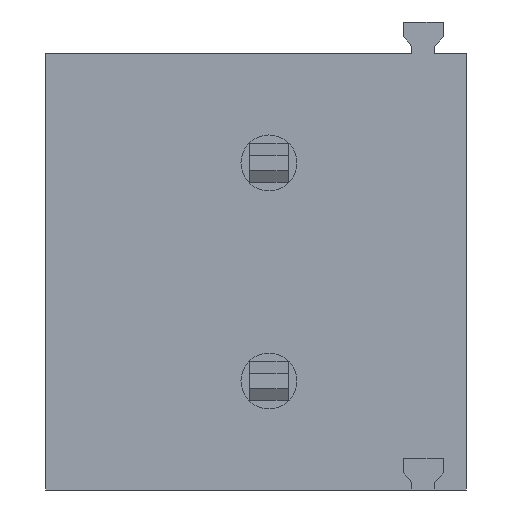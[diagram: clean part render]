
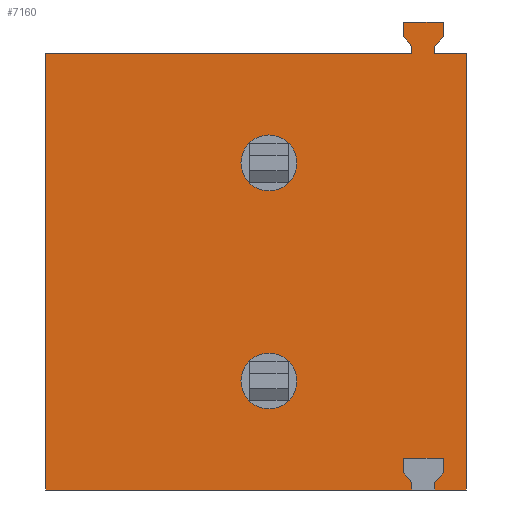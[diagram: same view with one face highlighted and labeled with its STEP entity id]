
A CAD part, front view. The second image highlights one B-rep face of the part: STEP entity #7160.
In plain terms, the highlighted planar face has unit normal (0, -1, 0).
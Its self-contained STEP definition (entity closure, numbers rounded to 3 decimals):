
#5270=CARTESIAN_POINT('',(-61.688,39.429,
-4.612));
#5280=DIRECTION('',(0.,-1.,0.));
#5290=DIRECTION('',(1.,0.,0.));
#5300=AXIS2_PLACEMENT_3D('',#5270,#5280,#5290);
#5310=PLANE('',#5300);
#5320=CARTESIAN_POINT('',(-118.259,39.429,-12.62));
#5330=DIRECTION('',(-1.,0.,0.));
#5340=VECTOR('',#5330,1.);
#5350=LINE('',#5320,#5340);
#5360=CARTESIAN_POINT('',(-54.73,39.429,-12.62));
#5370=VERTEX_POINT('',#5360);
#5380=CARTESIAN_POINT('',(-55.46,39.429,-12.62));
#5390=VERTEX_POINT('',#5380);
#5400=EDGE_CURVE('',#5370,#5390,#5350,.T.);
#5410=ORIENTED_EDGE('',*,*,#5400,.F.);
#5420=CARTESIAN_POINT('',(-55.46,39.429,-10.));
#5430=DIRECTION('',(0.,0.,-1.));
#5440=VECTOR('',#5430,1.);
#5450=LINE('',#5420,#5440);
#5460=CARTESIAN_POINT('',(-55.46,39.429,
-12.453));
#5470=VERTEX_POINT('',#5460);
#5480=EDGE_CURVE('',#5470,#5390,#5450,.T.);
#5490=ORIENTED_EDGE('',*,*,#5480,.T.);
#5500=CARTESIAN_POINT('',(-53.398,39.429,-10.));
#5510=DIRECTION('',(-0.644,0.,-0.765));
#5520=VECTOR('',#5510,1.);
#5530=LINE('',#5500,#5520);
#5540=CARTESIAN_POINT('',(-55.265,39.429,
-12.221));
#5550=VERTEX_POINT('',#5540);
#5560=EDGE_CURVE('',#5550,#5470,#5530,.T.);
#5570=ORIENTED_EDGE('',*,*,#5560,.T.);
#5580=CARTESIAN_POINT('',(-55.265,39.429,-10.));
#5590=DIRECTION('',(0.,0.,-1.));
#5600=VECTOR('',#5590,1.);
#5610=LINE('',#5580,#5600);
#5620=CARTESIAN_POINT('',(-55.265,39.429,
-11.879));
#5630=VERTEX_POINT('',#5620);
#5640=EDGE_CURVE('',#5630,#5550,#5610,.T.);
#5650=ORIENTED_EDGE('',*,*,#5640,.T.);
#5660=CARTESIAN_POINT('',(-118.259,39.429,
-11.879));
#5670=DIRECTION('',(1.,0.,0.));
#5680=VECTOR('',#5670,1.);
#5690=LINE('',#5660,#5680);
#5700=CARTESIAN_POINT('',(-56.194,39.429,
-11.879));
#5710=VERTEX_POINT('',#5700);
#5720=EDGE_CURVE('',#5710,#5630,#5690,.T.);
#5730=ORIENTED_EDGE('',*,*,#5720,.T.);
#5740=CARTESIAN_POINT('',(-56.194,39.429,-10.));
#5750=DIRECTION('',(0.,0.,1.));
#5760=VECTOR('',#5750,1.);
#5770=LINE('',#5740,#5760);
#5780=CARTESIAN_POINT('',(-56.194,39.429,
-12.221));
#5790=VERTEX_POINT('',#5780);
#5800=EDGE_CURVE('',#5790,#5710,#5770,.T.);
#5810=ORIENTED_EDGE('',*,*,#5800,.T.);
#5820=CARTESIAN_POINT('',(-58.061,39.429,-10.));
#5830=DIRECTION('',(-0.644,0.,0.765));
#5840=VECTOR('',#5830,1.);
#5850=LINE('',#5820,#5840);
#5860=CARTESIAN_POINT('',(-55.999,39.429,
-12.453));
#5870=VERTEX_POINT('',#5860);
#5880=EDGE_CURVE('',#5870,#5790,#5850,.T.);
#5890=ORIENTED_EDGE('',*,*,#5880,.T.);
#5900=CARTESIAN_POINT('',(-55.999,39.429,-10.));
#5910=DIRECTION('',(0.,0.,1.));
#5920=VECTOR('',#5910,1.);
#5930=LINE('',#5900,#5920);
#5940=CARTESIAN_POINT('',(-55.999,39.429,-12.62));
#5950=VERTEX_POINT('',#5940);
#5960=EDGE_CURVE('',#5950,#5870,#5930,.T.);
#5970=ORIENTED_EDGE('',*,*,#5960,.T.);
#5980=CARTESIAN_POINT('',(-64.53,39.429,-12.62));
#5990=VERTEX_POINT('',#5980);
#6000=EDGE_CURVE('',#5950,#5990,#5350,.T.);
#6010=ORIENTED_EDGE('',*,*,#6000,.F.);
#6020=CARTESIAN_POINT('',(-64.53,39.429,-10.));
#6030=DIRECTION('',(0.,0.,1.));
#6040=VECTOR('',#6030,1.);
#6050=LINE('',#6020,#6040);
#6060=CARTESIAN_POINT('',(-64.53,39.429,-2.46));
#6070=VERTEX_POINT('',#6060);
#6080=EDGE_CURVE('',#5990,#6070,#6050,.T.);
#6090=ORIENTED_EDGE('',*,*,#6080,.F.);
#6100=CARTESIAN_POINT('',(-118.259,39.429,
-2.46));
#6110=DIRECTION('',(-1.,0.,0.));
#6120=VECTOR('',#6110,1.);
#6130=LINE('',#6100,#6120);
#6140=CARTESIAN_POINT('',(-55.999,39.429,-2.46));
#6150=VERTEX_POINT('',#6140);
#6160=EDGE_CURVE('',#6150,#6070,#6130,.T.);
#6170=ORIENTED_EDGE('',*,*,#6160,.T.);
#6180=CARTESIAN_POINT('',(-55.999,39.429,-10.));
#6190=DIRECTION('',(0.,0.,1.));
#6200=VECTOR('',#6190,1.);
#6210=LINE('',#6180,#6200);
#6220=CARTESIAN_POINT('',(-55.999,39.429,
-2.293));
#6230=VERTEX_POINT('',#6220);
#6240=EDGE_CURVE('',#6150,#6230,#6210,.T.);
#6250=ORIENTED_EDGE('',*,*,#6240,.F.);
#6260=CARTESIAN_POINT('',(-49.518,39.429,-10.));
#6270=DIRECTION('',(-0.644,0.,0.765));
#6280=VECTOR('',#6270,1.);
#6290=LINE('',#6260,#6280);
#6300=CARTESIAN_POINT('',(-56.194,39.429,
-2.061));
#6310=VERTEX_POINT('',#6300);
#6320=EDGE_CURVE('',#6230,#6310,#6290,.T.);
#6330=ORIENTED_EDGE('',*,*,#6320,.F.);
#6340=CARTESIAN_POINT('',(-56.194,39.429,-10.));
#6350=DIRECTION('',(0.,0.,-1.));
#6360=VECTOR('',#6350,1.);
#6370=LINE('',#6340,#6360);
#6380=CARTESIAN_POINT('',(-56.194,39.429,
-1.719));
#6390=VERTEX_POINT('',#6380);
#6400=EDGE_CURVE('',#6390,#6310,#6370,.T.);
#6410=ORIENTED_EDGE('',*,*,#6400,.T.);
#6420=CARTESIAN_POINT('',(-118.259,39.429,
-1.719));
#6430=DIRECTION('',(1.,0.,0.));
#6440=VECTOR('',#6430,1.);
#6450=LINE('',#6420,#6440);
#6460=CARTESIAN_POINT('',(-55.265,39.429,
-1.719));
#6470=VERTEX_POINT('',#6460);
#6480=EDGE_CURVE('',#6390,#6470,#6450,.T.);
#6490=ORIENTED_EDGE('',*,*,#6480,.F.);
#6500=CARTESIAN_POINT('',(-55.265,39.429,-10.));
#6510=DIRECTION('',(0.,0.,-1.));
#6520=VECTOR('',#6510,1.);
#6530=LINE('',#6500,#6520);
#6540=CARTESIAN_POINT('',(-55.265,39.429,
-2.061));
#6550=VERTEX_POINT('',#6540);
#6560=EDGE_CURVE('',#6470,#6550,#6530,.T.);
#6570=ORIENTED_EDGE('',*,*,#6560,.F.);
#6580=CARTESIAN_POINT('',(-61.941,39.429,-10.));
#6590=DIRECTION('',(-0.644,0.,-0.765));
#6600=VECTOR('',#6590,1.);
#6610=LINE('',#6580,#6600);
#6620=CARTESIAN_POINT('',(-55.46,39.429,
-2.293));
#6630=VERTEX_POINT('',#6620);
#6640=EDGE_CURVE('',#6550,#6630,#6610,.T.);
#6650=ORIENTED_EDGE('',*,*,#6640,.F.);
#6660=CARTESIAN_POINT('',(-55.46,39.429,-10.));
#6670=DIRECTION('',(0.,0.,1.));
#6680=VECTOR('',#6670,1.);
#6690=LINE('',#6660,#6680);
#6700=CARTESIAN_POINT('',(-55.46,39.429,-2.46));
#6710=VERTEX_POINT('',#6700);
#6720=EDGE_CURVE('',#6710,#6630,#6690,.T.);
#6730=ORIENTED_EDGE('',*,*,#6720,.T.);
#6740=CARTESIAN_POINT('',(-54.73,39.429,-2.46));
#6750=VERTEX_POINT('',#6740);
#6760=EDGE_CURVE('',#6750,#6710,#6130,.T.);
#6770=ORIENTED_EDGE('',*,*,#6760,.T.);
#6780=CARTESIAN_POINT('',(-54.73,39.429,-10.));
#6790=DIRECTION('',(0.,0.,1.));
#6800=VECTOR('',#6790,1.);
#6810=LINE('',#6780,#6800);
#6820=EDGE_CURVE('',#5370,#6750,#6810,.T.);
#6830=ORIENTED_EDGE('',*,*,#6820,.T.);
#6840=EDGE_LOOP('',(#6830,#6770,#6730,#6650,#6570,#6490,#6410,#6330,
#6250,#6170,#6090,#6010,#5970,#5890,#5810,#5730,#5650,#5570,#5490,#5410)
);
#6850=FACE_OUTER_BOUND('',#6840,.T.);
#6860=CARTESIAN_POINT('',(-59.33,39.429,-10.08));
#6870=DIRECTION('',(-0.,-1.,0.));
#6880=DIRECTION('',(1.,0.,0.));
#6890=AXIS2_PLACEMENT_3D('',#6860,#6870,#6880);
#6900=CIRCLE('',#6890,0.65);
#6910=CARTESIAN_POINT('',(-59.98,39.429,-10.08));
#6920=VERTEX_POINT('',#6910);
#6930=CARTESIAN_POINT('',(-58.68,39.429,-10.08));
#6940=VERTEX_POINT('',#6930);
#6950=EDGE_CURVE('',#6920,#6940,#6900,.T.);
#6960=ORIENTED_EDGE('',*,*,#6950,.F.);
#6970=EDGE_CURVE('',#6940,#6920,#6900,.T.);
#6980=ORIENTED_EDGE('',*,*,#6970,.F.);
#6990=EDGE_LOOP('',(#6980,#6960));
#7000=FACE_BOUND('',#6990,.T.);
#7010=CARTESIAN_POINT('',(-59.33,39.429,-5.));
#7020=DIRECTION('',(-0.,-1.,0.));
#7030=DIRECTION('',(1.,0.,0.));
#7040=AXIS2_PLACEMENT_3D('',#7010,#7020,#7030);
#7050=CIRCLE('',#7040,0.65);
#7060=CARTESIAN_POINT('',(-59.98,39.429,-5.));
#7070=VERTEX_POINT('',#7060);
#7080=CARTESIAN_POINT('',(-58.68,39.429,-5.));
#7090=VERTEX_POINT('',#7080);
#7100=EDGE_CURVE('',#7070,#7090,#7050,.T.);
#7110=ORIENTED_EDGE('',*,*,#7100,.F.);
#7120=EDGE_CURVE('',#7090,#7070,#7050,.T.);
#7130=ORIENTED_EDGE('',*,*,#7120,.F.);
#7140=EDGE_LOOP('',(#7130,#7110));
#7150=FACE_BOUND('',#7140,.T.);
#7160=ADVANCED_FACE('',(#6850,#7000,#7150),#5310,.T.);
